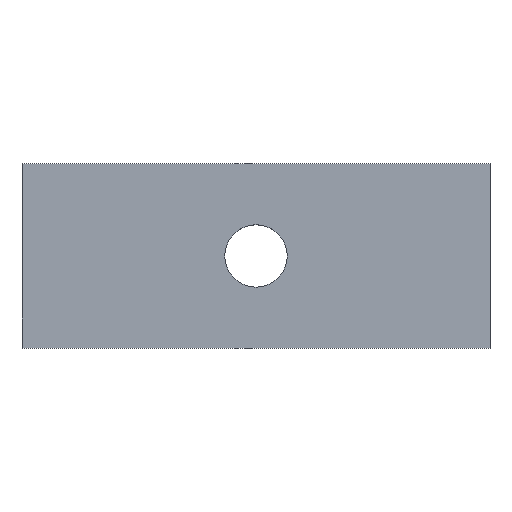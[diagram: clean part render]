
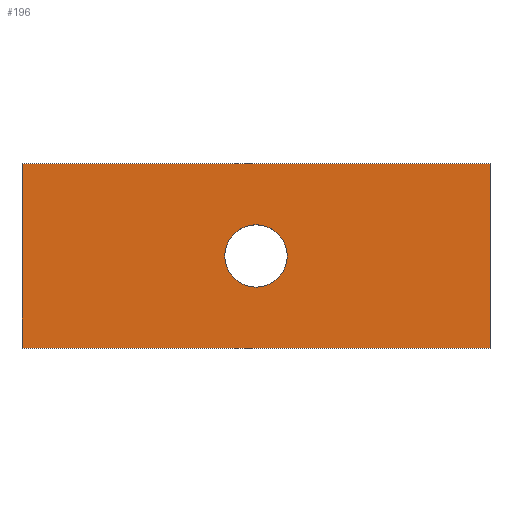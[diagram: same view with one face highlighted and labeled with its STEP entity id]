
A CAD part, top view. The second image highlights one B-rep face of the part: STEP entity #196.
In plain terms, the highlighted planar face has unit normal (0, 0, 1).
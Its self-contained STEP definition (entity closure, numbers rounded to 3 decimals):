
#43=DIRECTION('',(0.,-1.,0.));
#44=VECTOR('',#43,59.);
#45=CARTESIAN_POINT('',(-150.,59.,10.));
#46=LINE('',#45,#44);
#47=DIRECTION('',(-1.,0.,0.));
#48=VECTOR('',#47,150.);
#49=CARTESIAN_POINT('',(0.,59.,10.));
#50=LINE('',#49,#48);
#51=DIRECTION('',(0.,1.,0.));
#52=VECTOR('',#51,59.);
#53=CARTESIAN_POINT('',(0.,0.,10.));
#54=LINE('',#53,#52);
#55=DIRECTION('',(1.,0.,0.));
#56=VECTOR('',#55,150.);
#57=CARTESIAN_POINT('',(-150.,0.,10.));
#58=LINE('',#57,#56);
#59=CARTESIAN_POINT('',(-75.,29.5,10.));
#60=DIRECTION('',(0.,0.,1.));
#61=DIRECTION('',(1.,0.,0.));
#62=AXIS2_PLACEMENT_3D('',#59,#60,#61);
#64=CARTESIAN_POINT('',(-75.,29.5,10.));
#65=DIRECTION('',(0.,0.,1.));
#66=DIRECTION('',(-1.,0.,0.));
#67=AXIS2_PLACEMENT_3D('',#64,#65,#66);
#85=CARTESIAN_POINT('',(-150.,59.,10.));
#86=CARTESIAN_POINT('',(-150.,0.,10.));
#87=VERTEX_POINT('',#85);
#88=VERTEX_POINT('',#86);
#89=CARTESIAN_POINT('',(0.,0.,10.));
#90=VERTEX_POINT('',#89);
#91=CARTESIAN_POINT('',(0.,59.,10.));
#92=VERTEX_POINT('',#91);
#97=CARTESIAN_POINT('',(-65.,29.5,10.));
#98=CARTESIAN_POINT('',(-85.,29.5,10.));
#99=VERTEX_POINT('',#97);
#100=VERTEX_POINT('',#98);
#179=CARTESIAN_POINT('',(0.,0.,10.));
#180=DIRECTION('',(0.,0.,1.));
#181=DIRECTION('',(1.,0.,0.));
#182=AXIS2_PLACEMENT_3D('',#179,#180,#181);
#183=PLANE('',#182);
#184=ORIENTED_EDGE('',*,*,#131,.F.);
#185=ORIENTED_EDGE('',*,*,#146,.F.);
#186=ORIENTED_EDGE('',*,*,#160,.F.);
#187=ORIENTED_EDGE('',*,*,#173,.F.);
#188=EDGE_LOOP('',(#184,#185,#186,#187));
#189=FACE_OUTER_BOUND('',#188,.F.);
#191=ORIENTED_EDGE('',*,*,#190,.T.);
#193=ORIENTED_EDGE('',*,*,#192,.T.);
#194=EDGE_LOOP('',(#191,#193));
#195=FACE_BOUND('',#194,.F.);
#196=ADVANCED_FACE('',(#189,#195),#183,.T.);
#63=CIRCLE('',#62,10.);
#68=CIRCLE('',#67,10.);
#131=EDGE_CURVE('',#87,#88,#46,.T.);
#146=EDGE_CURVE('',#92,#87,#50,.T.);
#160=EDGE_CURVE('',#90,#92,#54,.T.);
#173=EDGE_CURVE('',#88,#90,#58,.T.);
#190=EDGE_CURVE('',#99,#100,#63,.T.);
#192=EDGE_CURVE('',#100,#99,#68,.T.);
